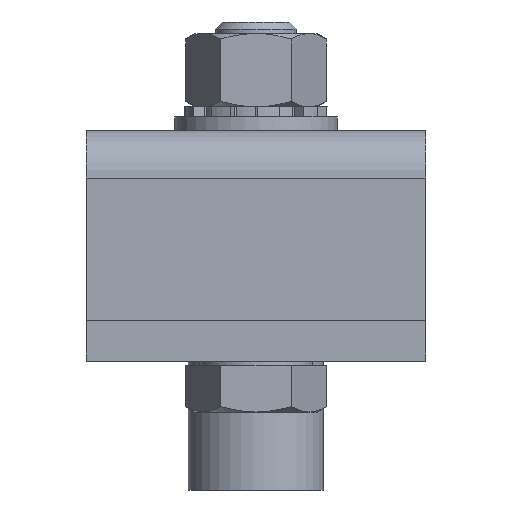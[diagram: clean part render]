
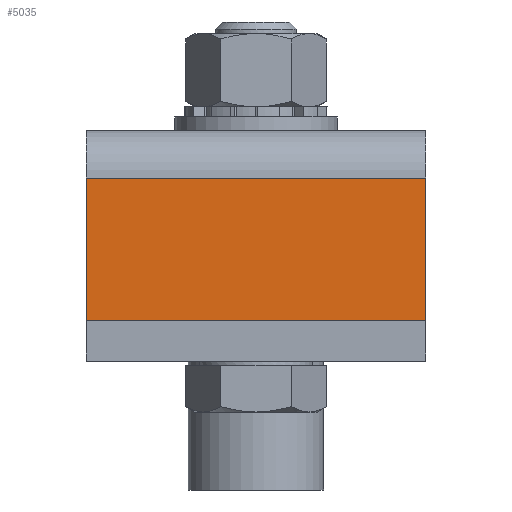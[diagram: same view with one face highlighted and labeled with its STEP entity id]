
A CAD part, left-side view. The second image highlights one B-rep face of the part: STEP entity #5035.
In plain terms, the highlighted planar face has unit normal (-1, 0, 0).
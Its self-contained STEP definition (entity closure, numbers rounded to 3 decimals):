
#282=PLANE('',#5642);
#581=FACE_OUTER_BOUND('',#893,.T.);
#893=EDGE_LOOP('',(#4543,#4544,#4545,#4546));
#1545=LINE('',#9029,#1905);
#1546=LINE('',#9031,#1906);
#1547=LINE('',#9033,#1907);
#1548=LINE('',#9034,#1908);
#1905=VECTOR('',#7132,10.);
#1906=VECTOR('',#7133,10.);
#1907=VECTOR('',#7134,10.);
#1908=VECTOR('',#7135,10.);
#2395=VERTEX_POINT('',#9027);
#2396=VERTEX_POINT('',#9028);
#2397=VERTEX_POINT('',#9030);
#2398=VERTEX_POINT('',#9032);
#3125=EDGE_CURVE('',#2395,#2396,#1545,.T.);
#3126=EDGE_CURVE('',#2397,#2396,#1546,.T.);
#3127=EDGE_CURVE('',#2397,#2398,#1547,.T.);
#3128=EDGE_CURVE('',#2395,#2398,#1548,.T.);
#4543=ORIENTED_EDGE('',*,*,#3125,.T.);
#4544=ORIENTED_EDGE('',*,*,#3126,.F.);
#4545=ORIENTED_EDGE('',*,*,#3127,.T.);
#4546=ORIENTED_EDGE('',*,*,#3128,.F.);
#5035=ADVANCED_FACE('',(#581),#282,.T.);
#5642=AXIS2_PLACEMENT_3D('',#9026,#7130,#7131);
#7130=DIRECTION('center_axis',(-1.,0.,0.));
#7131=DIRECTION('ref_axis',(0.,-1.,0.));
#7132=DIRECTION('',(0.,0.,1.));
#7133=DIRECTION('',(0.,-1.,0.));
#7134=DIRECTION('',(0.,0.,-1.));
#7135=DIRECTION('',(0.,1.,0.));
#9026=CARTESIAN_POINT('Origin',(7.733,50.08,6.));
#9027=CARTESIAN_POINT('',(7.733,0.08,6.));
#9028=CARTESIAN_POINT('',(7.733,0.08,27.));
#9029=CARTESIAN_POINT('',(7.733,0.08,27.));
#9030=CARTESIAN_POINT('',(7.733,50.08,27.));
#9031=CARTESIAN_POINT('',(7.733,50.08,27.));
#9032=CARTESIAN_POINT('',(7.733,50.08,6.));
#9033=CARTESIAN_POINT('',(7.733,50.08,27.));
#9034=CARTESIAN_POINT('',(7.733,37.58,6.));
